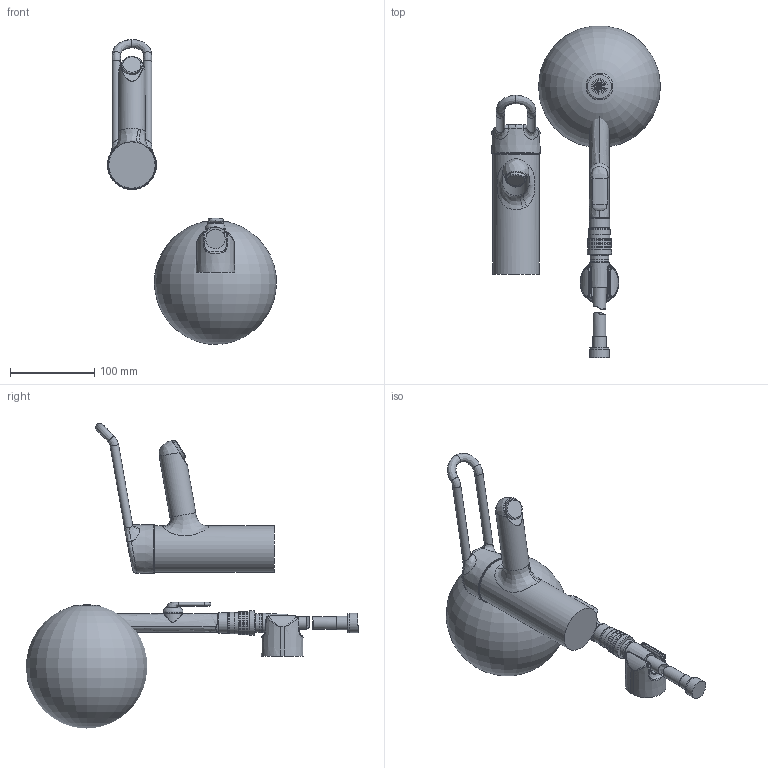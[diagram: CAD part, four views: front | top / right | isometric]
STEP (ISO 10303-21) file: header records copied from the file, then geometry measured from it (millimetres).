
FILE_DESCRIPTION (( 'STEP AP203' ), '1' );
FILE_NAME ('01662195+5512B.STEP', '2017-03-09T05:38:39', ( '' ), ( '' ), 'SwSTEP 2.0', 'SolidWorks 2016', '' );
FILE_SCHEMA (( 'CONFIG_CONTROL_DESIGN' ));
Length unit declared in the file: millimetre
Products named in the file (1): 01662195+5512B
Bounding box: 200.73 x 394.17 x 362.21 mm (x, y, z)
Volume: 1948497.7 mm3; surface area: 157992.1 mm2
Topology: 3 solids, 3 shells, 187 faces, 446 edges, 279 vertices
Faces by surface type: bspline 73, cylinder 45, plane 36, torus 15, cone 14, sphere 4
Full cylindrical faces by diameter (mm): 10 x2, 15 x2, 16.1 x1, 17.903 x3, 21 x1, 22 x2, 22.085 x1, 22.6 x1, 22.95 x1, 23.689 x1, 24 x1, 25 x2, 25.4 x1, 27.5 x4, 27.9 x3, 29 x1, 31 x1, 31.169 x1, 31.93 x1, 50.761 x1, 55 x1
Entity records: 18887 total; most frequent: CARTESIAN_POINT 15541, ORIENTED_EDGE 682, DIRECTION 501, EDGE_CURVE 341, EDGE_LOOP 277, VERTEX_POINT 248, FACE_OUTER_BOUND 242, AXIS2_PLACEMENT_3D 236
